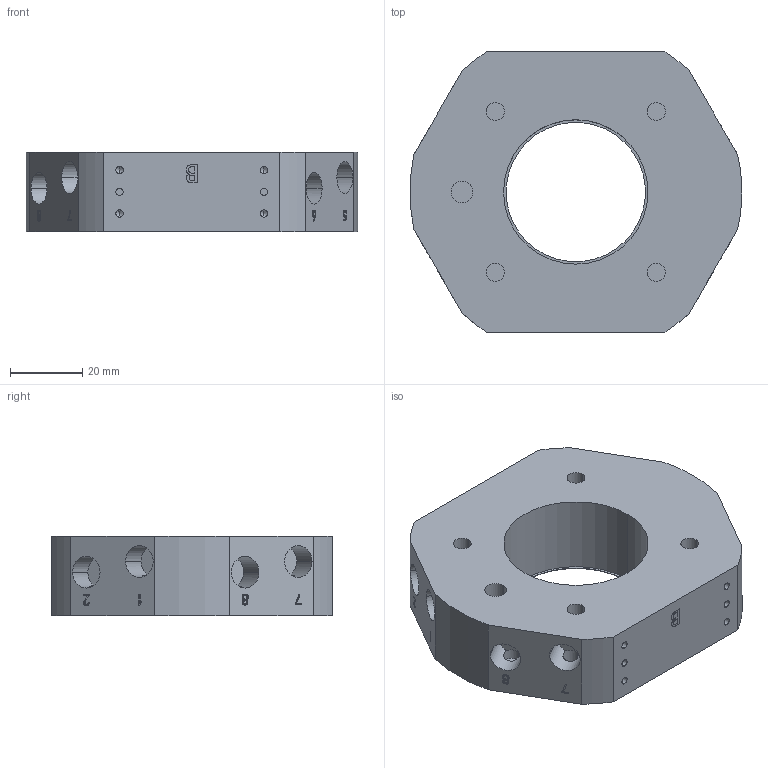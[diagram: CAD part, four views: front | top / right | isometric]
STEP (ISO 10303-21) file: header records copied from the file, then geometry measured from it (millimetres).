
FILE_DESCRIPTION (( 'STEP AP203' ), '1' );
FILE_NAME ('QTC25-T.STEP', '2025-09-29T05:23:45', ( 'USER-' ), ( 'Microsoft' ), 'SwSTEP 2.0', 'SolidWorks 2018', '' );
FILE_SCHEMA (( 'CONFIG_CONTROL_DESIGN' ));
Length unit declared in the file: millimetre
Products named in the file (1): QTC25-T
Bounding box: 91.87 x 78 x 22.1 mm (x, y, z)
Volume: 98357 mm3; surface area: 23331.7 mm2
Topology: 1 solids, 1 shells, 281 faces, 682 edges, 440 vertices
Faces by surface type: plane 122, cylinder 97, bspline 34, cone 28
Entity records: 12019 total; most frequent: CARTESIAN_POINT 5546, ORIENTED_EDGE 1332, DIRECTION 1252, EDGE_CURVE 666, AXIS2_PLACEMENT_3D 450, VERTEX_POINT 440, VECTOR 352, LINE 352
